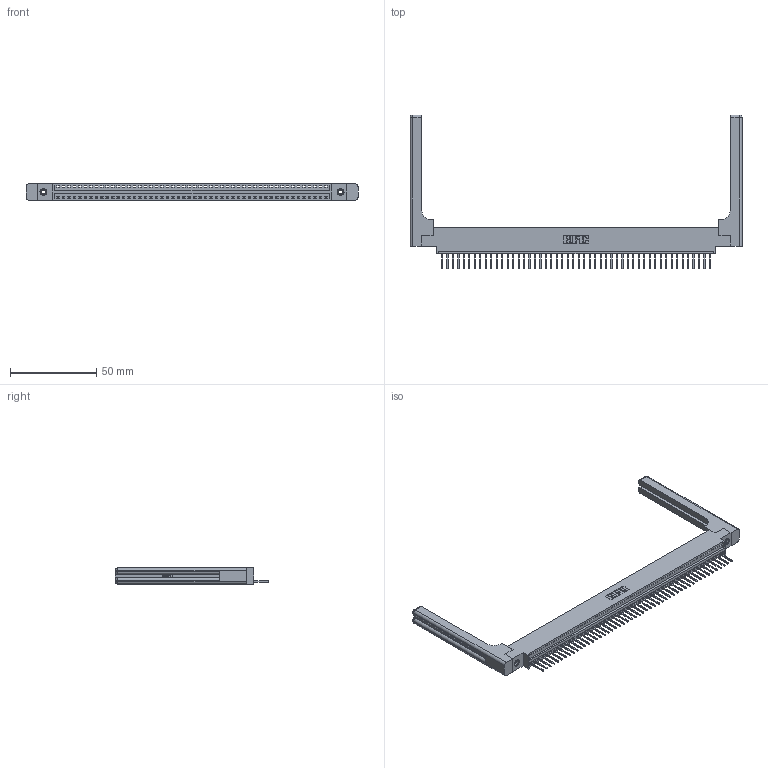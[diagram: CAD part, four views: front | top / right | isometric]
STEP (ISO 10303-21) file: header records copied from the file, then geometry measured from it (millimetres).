
FILE_DESCRIPTION (( 'STEP AP203' ), '1' );
FILE_NAME ('346-050-526-658.STEP', '2022-05-10T03:30:38', ( '' ), ( '' ), 'SwSTEP 2.0', 'SolidWorks 2020', '' );
FILE_SCHEMA (( 'CONFIG_CONTROL_DESIGN' ));
Length unit declared in the file: inch
Products named in the file (5): 345-292-001_345-293-126; 346-050-526-658; 345-250-001_345-250-001-102; 346 Part_0.170 Offset - 0.156 Dia-TH; 346-220-058_345-220-058
Assembly tree (55 placements, depth 2):
  346-050-526-658
    346 Part_0.170 Offset - 0.156 Dia-TH
    345-292-001_345-293-126  x50
    345-250-001_345-250-001-102  x2
    346-220-058_345-220-058  x2
Bounding box: 192.81 x 89.41 x 9.4 mm (x, y, z)
Volume: 25817.3 mm3; surface area: 28271.1 mm2
Topology: 55 solids, 55 shells, 3296 faces, 9843 edges, 6474 vertices
Faces by surface type: plane 2242, cylinder 994, bspline 36, cone 12, sphere 8, torus 4
Entity records: 35702 total; most frequent: CARTESIAN_POINT 7101, ORIENTED_EDGE 5880, DIRECTION 5184, EDGE_CURVE 2940, VECTOR 2516, LINE 2516, VERTEX_POINT 1950, AXIS2_PLACEMENT_3D 1334
